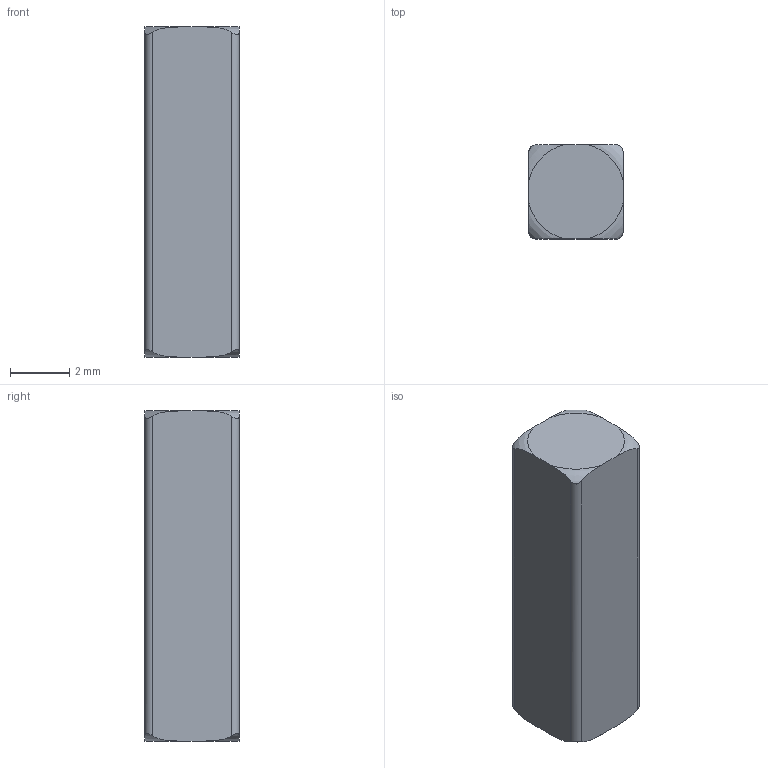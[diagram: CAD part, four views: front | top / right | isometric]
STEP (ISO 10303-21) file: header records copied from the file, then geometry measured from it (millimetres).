
FILE_DESCRIPTION(/* description */ (''),/* implementation_level */ '2;1');
FILE_NAME(/* name */ 'Short Axle for Clutch (Clutch Post).ipt.step',/* time_stamp */ '2020-04-16T22:53:45-04:00',/* author */ ('Jordan'),/* organization */ (''),/* preprocessor_version */ 'ST-DEVELOPER v17',/* originating_system */ 'Autodesk Inventor 2019',/* authorisation */ '');
FILE_SCHEMA (('AUTOMOTIVE_DESIGN { 1 0 10303 214 3 1 1 }'));
Length unit declared in the file: inch
Products named in the file (1): Short Axle for Clutch (Clutch Post)
Bounding box: 3.17 x 3.17 x 11.13 mm (x, y, z)
Volume: 111.4 mm3; surface area: 155.4 mm2
Topology: 1 solids, 1 shells, 18 faces, 48 edges, 32 vertices
Faces by surface type: torus 8, plane 6, cylinder 4
Entity records: 785 total; most frequent: CARTESIAN_POINT 331, ORIENTED_EDGE 96, DIRECTION 70, EDGE_CURVE 48, VERTEX_POINT 32, AXIS2_PLACEMENT_3D 27, B_SPLINE_CURVE_WITH_KNOTS 24, FACE_OUTER_BOUND 18
